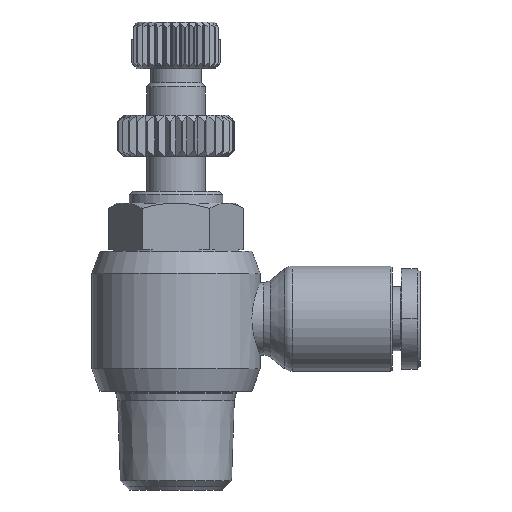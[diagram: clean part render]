
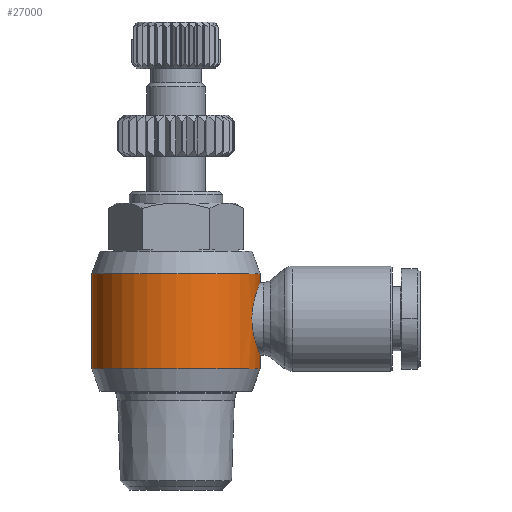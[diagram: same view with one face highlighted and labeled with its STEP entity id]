
A CAD part, front view. The second image highlights one B-rep face of the part: STEP entity #27000.
In plain terms, the highlighted cylindrical face has radius 7.2 mm (diameter 14.4 mm), a partial arc.
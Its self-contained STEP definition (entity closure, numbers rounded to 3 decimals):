
#141=CARTESIAN_POINT('',(-8.9,0.,3.877));
#142=VERTEX_POINT('',#141);
#151=CARTESIAN_POINT('',(5.5,0.,3.877));
#152=VERTEX_POINT('',#151);
#185=CARTESIAN_POINT('',(-8.9,0.,-4.277));
#186=VERTEX_POINT('',#185);
#202=CARTESIAN_POINT('',(5.5,0.,-4.277));
#203=VERTEX_POINT('',#202);
#225=CARTESIAN_POINT('',(-8.9,0.,-3.1));
#226=VERTEX_POINT('',#225);
#227=CARTESIAN_POINT('',(-8.9,0.,-4.277));
#228=DIRECTION('',(0.0,0.0,1.0));
#229=VECTOR('',#228,1.177);
#230=LINE('',#227,#229);
#231=EDGE_CURVE('',#186,#226,#230,.T.);
#234=CARTESIAN_POINT('',(5.5,0.,3.877));
#235=DIRECTION('',(0.0,0.0,-1.0));
#236=VECTOR('',#235,8.154);
#237=LINE('',#234,#236);
#238=EDGE_CURVE('',#152,#203,#237,.T.);
#241=CARTESIAN_POINT('',(-8.9,0.,3.1));
#242=VERTEX_POINT('',#241);
#243=CARTESIAN_POINT('',(-8.9,0.,3.1));
#244=DIRECTION('',(0.0,0.0,1.0));
#245=VECTOR('',#244,0.777);
#246=LINE('',#243,#245);
#247=EDGE_CURVE('',#242,#142,#246,.T.);
#26901=CARTESIAN_POINT('',(-8.198,3.1,0.));
#26902=VERTEX_POINT('',#26901);
#26903=CARTESIAN_POINT('',(-8.9,0.,3.1));
#26904=CARTESIAN_POINT('',(-8.9,0.197,3.1));
#26905=CARTESIAN_POINT('',(-8.892,0.401,3.081));
#26906=CARTESIAN_POINT('',(-8.858,0.803,3.001));
#26907=CARTESIAN_POINT('',(-8.832,1.003,2.941));
#26908=CARTESIAN_POINT('',(-8.768,1.384,2.782));
#26909=CARTESIAN_POINT('',(-8.73,1.566,2.683));
#26910=CARTESIAN_POINT('',(-8.646,1.902,2.456));
#26911=CARTESIAN_POINT('',(-8.602,2.056,2.328));
#26912=CARTESIAN_POINT('',(-8.515,2.328,2.056));
#26913=CARTESIAN_POINT('',(-8.469,2.456,1.902));
#26914=CARTESIAN_POINT('',(-8.382,2.683,1.566));
#26915=CARTESIAN_POINT('',(-8.342,2.782,1.384));
#26916=CARTESIAN_POINT('',(-8.273,2.941,1.003));
#26917=CARTESIAN_POINT('',(-8.245,3.001,0.804));
#26918=CARTESIAN_POINT('',(-8.208,3.081,0.401));
#26919=CARTESIAN_POINT('',(-8.198,3.1,0.198));
#26920=CARTESIAN_POINT('',(-8.198,3.1,0.));
#26921=B_SPLINE_CURVE_WITH_KNOTS('',3,(#26903,#26904,#26905,#26906,#26907,#26908,#26909,#26910,#26911,#26912,#26913,#26914,#26915,#26916,#26917,#26918,#26919,#26920),.UNSPECIFIED.,.F.,.U.,(4,2,2,2,2,2,2,2,4),(14.217,14.809,15.401,15.993,16.585,17.178,17.771,18.364,18.956),.UNSPECIFIED.);
#26922=EDGE_CURVE('',#242,#26902,#26921,.T.);
#26924=CARTESIAN_POINT('',(-8.198,3.1,0.));
#26925=CARTESIAN_POINT('',(-8.198,3.1,-0.198));
#26926=CARTESIAN_POINT('',(-8.208,3.081,-0.401));
#26927=CARTESIAN_POINT('',(-8.245,3.001,-0.804));
#26928=CARTESIAN_POINT('',(-8.273,2.941,-1.003));
#26929=CARTESIAN_POINT('',(-8.342,2.782,-1.384));
#26930=CARTESIAN_POINT('',(-8.382,2.683,-1.566));
#26931=CARTESIAN_POINT('',(-8.469,2.456,-1.902));
#26932=CARTESIAN_POINT('',(-8.515,2.328,-2.056));
#26933=CARTESIAN_POINT('',(-8.602,2.056,-2.328));
#26934=CARTESIAN_POINT('',(-8.646,1.902,-2.456));
#26935=CARTESIAN_POINT('',(-8.73,1.566,-2.683));
#26936=CARTESIAN_POINT('',(-8.768,1.384,-2.782));
#26937=CARTESIAN_POINT('',(-8.832,1.003,-2.941));
#26938=CARTESIAN_POINT('',(-8.858,0.803,-3.001));
#26939=CARTESIAN_POINT('',(-8.892,0.401,-3.081));
#26940=CARTESIAN_POINT('',(-8.9,0.197,-3.1));
#26941=CARTESIAN_POINT('',(-8.9,0.,-3.1));
#26942=B_SPLINE_CURVE_WITH_KNOTS('',3,(#26924,#26925,#26926,#26927,#26928,#26929,#26930,#26931,#26932,#26933,#26934,#26935,#26936,#26937,#26938,#26939,#26940,#26941),.UNSPECIFIED.,.F.,.U.,(4,2,2,2,2,2,2,2,4),(0.0,0.593,1.186,1.778,2.371,2.963,3.555,4.147,4.739),.UNSPECIFIED.);
#26943=EDGE_CURVE('',#26902,#226,#26942,.T.);
#26974=CARTESIAN_POINT('',(-1.7,0.,-0.2));
#26975=DIRECTION('',(0.,0.,1.0));
#26976=DIRECTION('',(-1.0,0.0,0.0));
#26977=AXIS2_PLACEMENT_3D('',#26974,#26975,#26976);
#26978=CYLINDRICAL_SURFACE('',#26977,7.2);
#26979=ORIENTED_EDGE('',*,*,#231,.T.);
#26980=ORIENTED_EDGE('',*,*,#26943,.F.);
#26981=ORIENTED_EDGE('',*,*,#26922,.F.);
#26982=ORIENTED_EDGE('',*,*,#247,.T.);
#26983=CARTESIAN_POINT('',(-1.7,0.,3.877));
#26984=DIRECTION('',(0.0,0.0,1.0));
#26985=DIRECTION('',(-1.0,0.0,0.0));
#26986=AXIS2_PLACEMENT_3D('',#26983,#26984,#26985);
#26987=CIRCLE('',#26986,7.2);
#26988=EDGE_CURVE('',#152,#142,#26987,.T.);
#26989=ORIENTED_EDGE('',*,*,#26988,.F.);
#26990=ORIENTED_EDGE('',*,*,#238,.T.);
#26991=CARTESIAN_POINT('',(-1.7,0.,-4.277));
#26992=DIRECTION('',(0.0,0.0,1.0));
#26993=DIRECTION('',(-1.0,0.0,0.0));
#26994=AXIS2_PLACEMENT_3D('',#26991,#26992,#26993);
#26995=CIRCLE('',#26994,7.2);
#26996=EDGE_CURVE('',#203,#186,#26995,.T.);
#26997=ORIENTED_EDGE('',*,*,#26996,.T.);
#26998=EDGE_LOOP('',(#26979,#26980,#26981,#26982,#26989,#26990,#26997));
#26999=FACE_OUTER_BOUND('',#26998,.T.);
#27000=ADVANCED_FACE('',(#26999),#26978,.T.);
